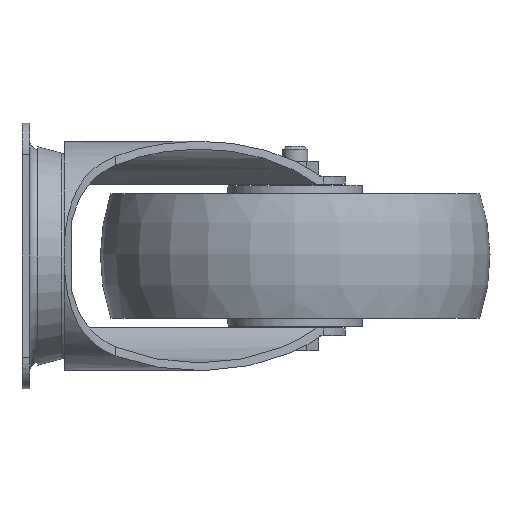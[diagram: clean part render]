
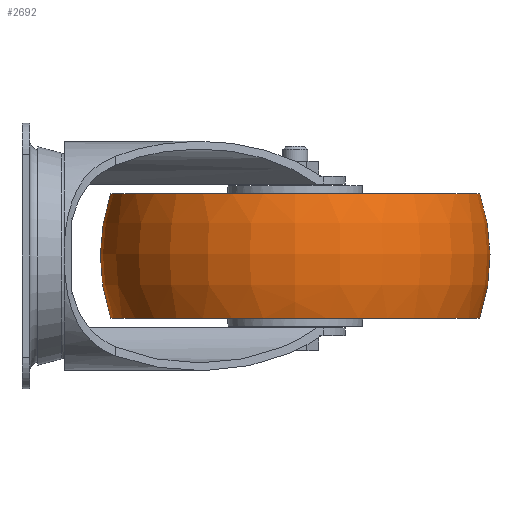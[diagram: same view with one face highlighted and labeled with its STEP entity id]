
A CAD part, left-side view. The second image highlights one B-rep face of the part: STEP entity #2692.
In plain terms, the highlighted toroidal (fillet/blend) face has major radius 2.5 mm and minor radius 60 mm.
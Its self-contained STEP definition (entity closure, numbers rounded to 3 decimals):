
#22=DEGENERATE_TOROIDAL_SURFACE('',#2938,2.5,60.,
 .T.);
#199=CIRCLE('',#2937,59.069);
#200=CIRCLE('',#2939,59.069);
#620=ORIENTED_EDGE('',*,*,#1254,.T.);
#621=ORIENTED_EDGE('',*,*,#1255,.F.);
#1254=EDGE_CURVE('',#1588,#1588,#199,.T.);
#1255=EDGE_CURVE('',#1589,#1589,#200,.T.);
#1588=VERTEX_POINT('',#4395);
#1589=VERTEX_POINT('',#4398);
#2274=EDGE_LOOP('',(#620));
#2275=EDGE_LOOP('',(#621));
#2462=FACE_BOUND('',#2274,.T.);
#2463=FACE_BOUND('',#2275,.T.);
#2692=ADVANCED_FACE('',(#2462,#2463),#22,.T.);
#2937=AXIS2_PLACEMENT_3D('',#4394,#3506,#3507);
#2938=AXIS2_PLACEMENT_3D('',#4396,#3508,#3509);
#2939=AXIS2_PLACEMENT_3D('',#4397,#3510,#3511);
#3506=DIRECTION('',(0.,0.,-1.));
#3507=DIRECTION('',(-1.,0.,0.));
#3508=DIRECTION('',(0.,0.,-1.));
#3509=DIRECTION('',(-1.,0.,0.));
#3510=DIRECTION('',(0.,0.,-1.));
#3511=DIRECTION('',(-1.,0.,0.));
#4394=CARTESIAN_POINT('',(0.,0.,20.));
#4395=CARTESIAN_POINT('',(-59.069,0.,20.));
#4396=CARTESIAN_POINT('',(0.,0.,0.));
#4397=CARTESIAN_POINT('',(0.,0.,-20.));
#4398=CARTESIAN_POINT('',(-59.069,0.,-20.));
